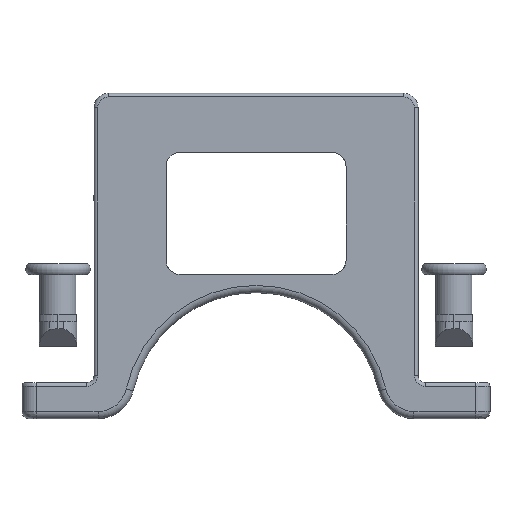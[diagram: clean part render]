
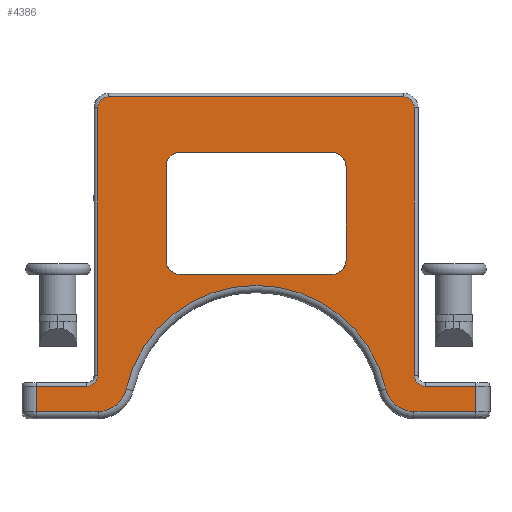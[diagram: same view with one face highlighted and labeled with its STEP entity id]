
A CAD part, front view. The second image highlights one B-rep face of the part: STEP entity #4386.
In plain terms, the highlighted planar face has unit normal (0, -1, 0).
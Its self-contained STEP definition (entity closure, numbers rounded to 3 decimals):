
#68=FACE_BOUND('',#855,.T.);
#305=CIRCLE('',#4661,2.);
#319=CIRCLE('',#4683,2.);
#341=CIRCLE('',#4715,4.);
#344=CIRCLE('',#4719,18.5);
#347=CIRCLE('',#4723,4.);
#396=CIRCLE('',#4819,1.5);
#400=CIRCLE('',#4825,1.5);
#404=CIRCLE('',#4831,1.5);
#408=CIRCLE('',#4837,1.5);
#416=CIRCLE('',#4851,2.);
#417=CIRCLE('',#4852,2.);
#587=FACE_OUTER_BOUND('',#854,.T.);
#854=EDGE_LOOP('',(#3378,#3379,#3380,#3381,#3382,#3383,#3384,#3385,#3386,
#3387,#3388,#3389,#3390,#3391,#3392,#3393));
#855=EDGE_LOOP('',(#3394,#3395,#3396,#3397,#3398,#3399,#3400,#3401));
#1111=LINE('',#6756,#1505);
#1113=LINE('',#6780,#1507);
#1118=LINE('',#6821,#1512);
#1144=LINE('',#6926,#1538);
#1148=LINE('',#6935,#1542);
#1162=LINE('',#7046,#1556);
#1164=LINE('',#7058,#1558);
#1165=LINE('',#7067,#1559);
#1167=LINE('',#7079,#1561);
#1169=LINE('',#7090,#1563);
#1172=LINE('',#7156,#1566);
#1173=LINE('',#7157,#1567);
#1174=LINE('',#7161,#1568);
#1505=VECTOR('',#5363,10.);
#1507=VECTOR('',#5393,10.);
#1512=VECTOR('',#5420,1000.);
#1538=VECTOR('',#5524,1000.);
#1542=VECTOR('',#5534,1000.);
#1556=VECTOR('',#5622,10.);
#1558=VECTOR('',#5636,10.);
#1559=VECTOR('',#5649,10.);
#1561=VECTOR('',#5663,10.);
#1563=VECTOR('',#5677,10.);
#1566=VECTOR('',#5702,1000.);
#1567=VECTOR('',#5703,1000.);
#1568=VECTOR('',#5706,1000.);
#1874=VERTEX_POINT('',#6552);
#1875=VERTEX_POINT('',#6554);
#1901=VERTEX_POINT('',#6659);
#1902=VERTEX_POINT('',#6661);
#1917=VERTEX_POINT('',#6746);
#1919=VERTEX_POINT('',#6752);
#1921=VERTEX_POINT('',#6758);
#1923=VERTEX_POINT('',#6764);
#1925=VERTEX_POINT('',#6770);
#1927=VERTEX_POINT('',#6776);
#1935=VERTEX_POINT('',#6819);
#1955=VERTEX_POINT('',#6924);
#1957=VERTEX_POINT('',#6934);
#1974=VERTEX_POINT('',#7036);
#1976=VERTEX_POINT('',#7042);
#1978=VERTEX_POINT('',#7048);
#1980=VERTEX_POINT('',#7054);
#1982=VERTEX_POINT('',#7060);
#1983=VERTEX_POINT('',#7065);
#1984=VERTEX_POINT('',#7069);
#1986=VERTEX_POINT('',#7075);
#1988=VERTEX_POINT('',#7081);
#1995=VERTEX_POINT('',#7158);
#1996=VERTEX_POINT('',#7160);
#2305=EDGE_CURVE('',#1875,#1874,#305,.T.);
#2339=EDGE_CURVE('',#1902,#1901,#319,.T.);
#2369=EDGE_CURVE('',#1917,#1919,#1111,.T.);
#2372=EDGE_CURVE('',#1919,#1921,#341,.T.);
#2375=EDGE_CURVE('',#1921,#1923,#344,.T.);
#2378=EDGE_CURVE('',#1923,#1925,#347,.T.);
#2381=EDGE_CURVE('',#1925,#1927,#1113,.T.);
#2394=EDGE_CURVE('',#1917,#1935,#1118,.T.);
#2438=EDGE_CURVE('',#1955,#1901,#1144,.T.);
#2442=EDGE_CURVE('',#1875,#1957,#1148,.T.);
#2479=EDGE_CURVE('',#1974,#1976,#1162,.T.);
#2482=EDGE_CURVE('',#1976,#1978,#396,.T.);
#2485=EDGE_CURVE('',#1978,#1980,#1164,.T.);
#2488=EDGE_CURVE('',#1980,#1982,#400,.T.);
#2490=EDGE_CURVE('',#1982,#1983,#1165,.T.);
#2493=EDGE_CURVE('',#1983,#1984,#404,.T.);
#2496=EDGE_CURVE('',#1984,#1986,#1167,.T.);
#2499=EDGE_CURVE('',#1986,#1988,#408,.T.);
#2502=EDGE_CURVE('',#1988,#1935,#1169,.T.);
#2512=EDGE_CURVE('',#1974,#1927,#1172,.T.);
#2513=EDGE_CURVE('',#1902,#1874,#1173,.T.);
#2514=EDGE_CURVE('',#1955,#1995,#416,.T.);
#2515=EDGE_CURVE('',#1996,#1995,#1174,.T.);
#2516=EDGE_CURVE('',#1996,#1957,#417,.T.);
#3378=ORIENTED_EDGE('',*,*,#2369,.F.);
#3379=ORIENTED_EDGE('',*,*,#2394,.T.);
#3380=ORIENTED_EDGE('',*,*,#2502,.F.);
#3381=ORIENTED_EDGE('',*,*,#2499,.F.);
#3382=ORIENTED_EDGE('',*,*,#2496,.F.);
#3383=ORIENTED_EDGE('',*,*,#2493,.F.);
#3384=ORIENTED_EDGE('',*,*,#2490,.F.);
#3385=ORIENTED_EDGE('',*,*,#2488,.F.);
#3386=ORIENTED_EDGE('',*,*,#2485,.F.);
#3387=ORIENTED_EDGE('',*,*,#2482,.F.);
#3388=ORIENTED_EDGE('',*,*,#2479,.F.);
#3389=ORIENTED_EDGE('',*,*,#2512,.T.);
#3390=ORIENTED_EDGE('',*,*,#2381,.F.);
#3391=ORIENTED_EDGE('',*,*,#2378,.F.);
#3392=ORIENTED_EDGE('',*,*,#2375,.F.);
#3393=ORIENTED_EDGE('',*,*,#2372,.F.);
#3394=ORIENTED_EDGE('',*,*,#2513,.F.);
#3395=ORIENTED_EDGE('',*,*,#2339,.T.);
#3396=ORIENTED_EDGE('',*,*,#2438,.F.);
#3397=ORIENTED_EDGE('',*,*,#2514,.T.);
#3398=ORIENTED_EDGE('',*,*,#2515,.F.);
#3399=ORIENTED_EDGE('',*,*,#2516,.T.);
#3400=ORIENTED_EDGE('',*,*,#2442,.F.);
#3401=ORIENTED_EDGE('',*,*,#2305,.T.);
#4178=PLANE('',#4850);
#4386=ADVANCED_FACE('',(#587,#68),#4178,.F.);
#4661=AXIS2_PLACEMENT_3D('',#6555,#5238,#5239);
#4683=AXIS2_PLACEMENT_3D('',#6662,#5296,#5297);
#4715=AXIS2_PLACEMENT_3D('',#6762,#5370,#5371);
#4719=AXIS2_PLACEMENT_3D('',#6768,#5378,#5379);
#4723=AXIS2_PLACEMENT_3D('',#6774,#5386,#5387);
#4819=AXIS2_PLACEMENT_3D('',#7052,#5629,#5630);
#4825=AXIS2_PLACEMENT_3D('',#7063,#5643,#5644);
#4831=AXIS2_PLACEMENT_3D('',#7073,#5656,#5657);
#4837=AXIS2_PLACEMENT_3D('',#7085,#5670,#5671);
#4850=AXIS2_PLACEMENT_3D('',#7155,#5700,#5701);
#4851=AXIS2_PLACEMENT_3D('',#7159,#5704,#5705);
#4852=AXIS2_PLACEMENT_3D('',#7162,#5707,#5708);
#5238=DIRECTION('center_axis',(0.,1.,0.));
#5239=DIRECTION('ref_axis',(0.,0.,
1.));
#5296=DIRECTION('center_axis',(0.,1.,0.));
#5297=DIRECTION('ref_axis',(0.,0.,
1.));
#5363=DIRECTION('',(-1.,0.,0.));
#5370=DIRECTION('center_axis',(0.,1.,0.));
#5371=DIRECTION('ref_axis',(-0.624,0.,-0.782));
#5378=DIRECTION('center_axis',(0.,-1.,0.));
#5379=DIRECTION('ref_axis',(0.,0.,
1.));
#5386=DIRECTION('center_axis',(0.,1.,0.));
#5387=DIRECTION('ref_axis',(0.624,0.,-0.782));
#5393=DIRECTION('',(-1.,0.,0.));
#5420=DIRECTION('',(0.,0.,1.));
#5524=DIRECTION('',(0.,0.,-1.));
#5534=DIRECTION('',(0.,0.,1.));
#5622=DIRECTION('',(1.,0.,0.));
#5629=DIRECTION('center_axis',(0.,-1.,0.));
#5630=DIRECTION('ref_axis',(0.707,0.,-0.707));
#5636=DIRECTION('',(0.,0.,1.));
#5643=DIRECTION('center_axis',(0.,1.,0.));
#5644=DIRECTION('ref_axis',(-0.707,0.,0.707));
#5649=DIRECTION('',(1.,0.,0.));
#5656=DIRECTION('center_axis',(0.,1.,0.));
#5657=DIRECTION('ref_axis',(0.707,0.,0.707));
#5663=DIRECTION('',(0.,0.,-1.));
#5670=DIRECTION('center_axis',(0.,-1.,0.));
#5671=DIRECTION('ref_axis',(-0.707,0.,-0.707));
#5677=DIRECTION('',(1.,0.,0.));
#5700=DIRECTION('center_axis',(0.,1.,0.));
#5701=DIRECTION('ref_axis',(0.,0.,1.));
#5702=DIRECTION('',(0.,0.,-1.));
#5703=DIRECTION('',(1.,0.,0.));
#5704=DIRECTION('center_axis',(0.,1.,0.));
#5705=DIRECTION('ref_axis',(0.,0.,
1.));
#5706=DIRECTION('',(-1.,0.,0.));
#5707=DIRECTION('center_axis',(0.,1.,0.));
#5708=DIRECTION('ref_axis',(0.,0.,
1.));
#6552=CARTESIAN_POINT('',(23.,0.,5.));
#6554=CARTESIAN_POINT('',(25.,0.,7.));
#6555=CARTESIAN_POINT('Origin',(23.,0.,7.));
#6659=CARTESIAN_POINT('',(0.,0.,7.));
#6661=CARTESIAN_POINT('',(2.,0.,5.));
#6662=CARTESIAN_POINT('Origin',(2.,0.,7.));
#6746=CARTESIAN_POINT('',(43.,0.,-14.));
#6752=CARTESIAN_POINT('',(34.437,0.,-14.));
#6756=CARTESIAN_POINT('',(25.,0.,-14.));
#6758=CARTESIAN_POINT('',(30.537,0.,-10.889));
#6762=CARTESIAN_POINT('Origin',(34.437,0.,-10.));
#6764=CARTESIAN_POINT('',(-5.537,0.,-10.889));
#6768=CARTESIAN_POINT('Origin',(12.5,0.,-15.));
#6770=CARTESIAN_POINT('',(-9.437,0.,-14.));
#6774=CARTESIAN_POINT('Origin',(-9.437,0.,-10.));
#6776=CARTESIAN_POINT('',(-18.,0.,-14.));
#6780=CARTESIAN_POINT('',(25.,0.,-14.));
#6819=CARTESIAN_POINT('',(43.,0.,-10.5));
#6821=CARTESIAN_POINT('',(43.,0.,5.));
#6924=CARTESIAN_POINT('',(0.,0.,20.));
#6926=CARTESIAN_POINT('',(0.,0.,5.));
#6934=CARTESIAN_POINT('',(25.,0.,20.));
#6935=CARTESIAN_POINT('',(25.,0.,5.));
#7036=CARTESIAN_POINT('',(-18.,0.,-10.5));
#7042=CARTESIAN_POINT('',(-11.,0.,-10.5));
#7046=CARTESIAN_POINT('',(25.,0.,-10.5));
#7048=CARTESIAN_POINT('',(-9.5,0.,-9.));
#7052=CARTESIAN_POINT('Origin',(-11.,0.,-9.));
#7054=CARTESIAN_POINT('',(-9.5,0.,28.175));
#7058=CARTESIAN_POINT('',(-9.5,0.,0.));
#7060=CARTESIAN_POINT('',(-8.,0.,29.675));
#7063=CARTESIAN_POINT('Origin',(-8.,0.,
28.175));
#7065=CARTESIAN_POINT('',(33.,0.,29.675));
#7067=CARTESIAN_POINT('',(25.,0.,29.675));
#7069=CARTESIAN_POINT('',(34.5,0.,28.175));
#7073=CARTESIAN_POINT('Origin',(33.,0.,28.175));
#7075=CARTESIAN_POINT('',(34.5,0.,-9.));
#7079=CARTESIAN_POINT('',(34.5,0.,0.));
#7081=CARTESIAN_POINT('',(36.,0.,-10.5));
#7085=CARTESIAN_POINT('Origin',(36.,0.,-9.));
#7090=CARTESIAN_POINT('',(25.,0.,-10.5));
#7155=CARTESIAN_POINT('Origin',(25.,0.,0.));
#7156=CARTESIAN_POINT('',(-18.,0.,0.));
#7157=CARTESIAN_POINT('',(0.,0.,5.));
#7158=CARTESIAN_POINT('',(2.,0.,22.));
#7159=CARTESIAN_POINT('Origin',(2.,0.,20.));
#7160=CARTESIAN_POINT('',(23.,0.,22.));
#7161=CARTESIAN_POINT('',(0.,0.,22.));
#7162=CARTESIAN_POINT('Origin',(23.,0.,20.));
